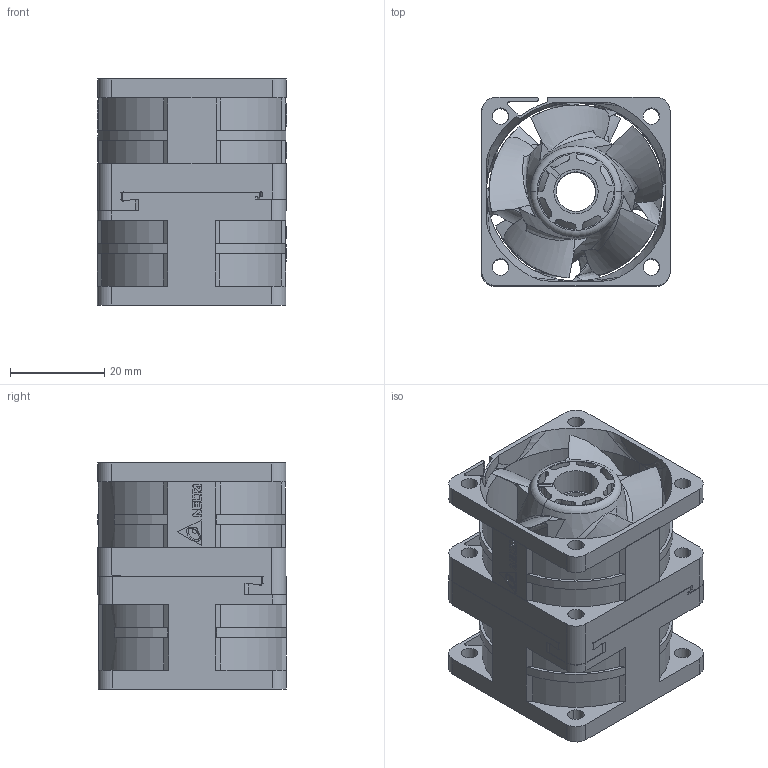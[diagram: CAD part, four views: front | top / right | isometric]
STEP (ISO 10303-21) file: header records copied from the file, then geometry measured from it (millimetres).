
FILE_DESCRIPTION((''),'2;1');
FILE_NAME('GFB0412SHG-A_ASM','2008-10-16T',('JIM.HUNG'),(''),'PRO/ENGINEER BY PARAMETRIC TECHNOLOGY CORPORATION, 2004440','PRO/ENGINEER BY PARAMETRIC TECHNOLOGY CORPORATION, 2004440','');
FILE_SCHEMA(('CONFIG_CONTROL_DESIGN'));
Length unit declared in the file: millimetre
Products named in the file (4): 410025400001; 410025410001; 410042730000; GFB0412SHG-A_ASM
Assembly tree (4 placements, depth 2):
  GFB0412SHG-A_ASM
    410025400001
    410025410001
    410042730000  x2
Bounding box: 40.2 x 40.1 x 48 mm (x, y, z)
Volume: 14192.2 mm3; surface area: 29824.6 mm2
Topology: 4 solids, 16 shells, 1262 faces, 3637 edges, 2388 vertices
Faces by surface type: plane 551, cylinder 389, bspline 151, cone 110, torus 32, extrusion 29
Entity records: 55340 total; most frequent: CARTESIAN_POINT 28865, ORIENTED_EDGE 5918, DIRECTION 5019, EDGE_CURVE 2964, VERTEX_POINT 1965, AXIS2_PLACEMENT_3D 1733, VECTOR 1553, LINE 1524
